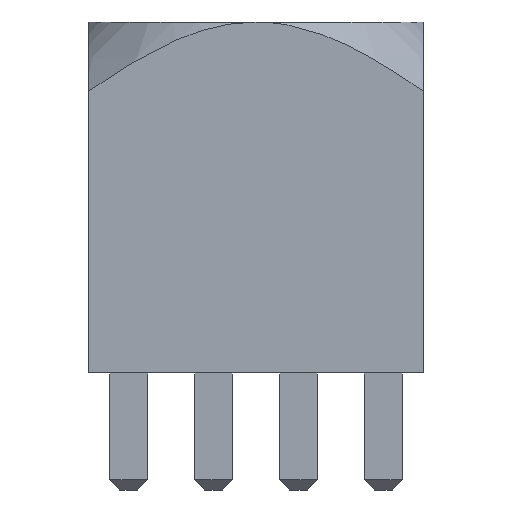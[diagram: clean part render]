
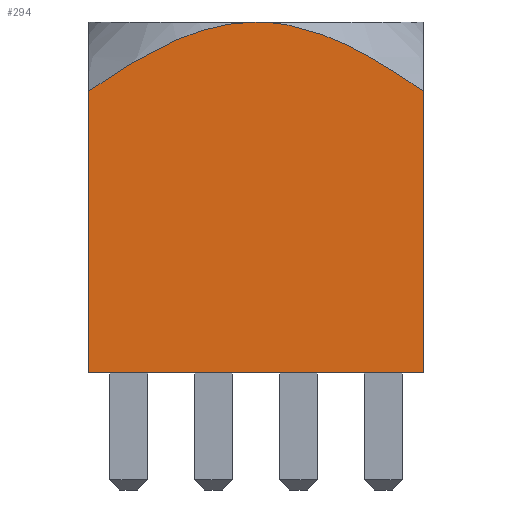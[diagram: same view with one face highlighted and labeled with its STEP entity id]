
A CAD part, left-side view. The second image highlights one B-rep face of the part: STEP entity #294.
In plain terms, the highlighted planar face has unit normal (-1, 0, 0).
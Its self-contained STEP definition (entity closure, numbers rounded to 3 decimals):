
#294 = ADVANCED_FACE( '', ( #684 ), #685, .F. );
#684 = FACE_OUTER_BOUND( '', #1186, .T. );
#685 = PLANE( '', #1187 );
#1186 = EDGE_LOOP( '', ( #1961, #1962, #1963, #1964, #1965 ) );
#1187 = AXIS2_PLACEMENT_3D( '', #1966, #1967, #1968 );
#1961 = ORIENTED_EDGE( '', *, *, #3009, .F. );
#1962 = ORIENTED_EDGE( '', *, *, #3071, .T. );
#1963 = ORIENTED_EDGE( '', *, *, #3072, .T. );
#1964 = ORIENTED_EDGE( '', *, *, #3073, .T. );
#1965 = ORIENTED_EDGE( '', *, *, #3074, .T. );
#1966 = CARTESIAN_POINT( '', ( -5., 5., 10.5 ) );
#1967 = DIRECTION( '', ( 1., 0., 0. ) );
#1968 = DIRECTION( '', ( 0., 1., 0. ) );
#3009 = EDGE_CURVE( '', #3628, #3630, #3631, .T. );
#3071 = EDGE_CURVE( '', #3628, #3717, #3718, .T. );
#3072 = EDGE_CURVE( '', #3717, #3719, #3720, .T. );
#3073 = EDGE_CURVE( '', #3719, #3721, #3722, .T. );
#3074 = EDGE_CURVE( '', #3721, #3630, #3723, .T. );
#3628 = VERTEX_POINT( '', #4502 );
#3630 = VERTEX_POINT( '', #4513 );
#3631 = LINE( '', #4514, #4515 );
#3717 = VERTEX_POINT( '', #4642 );
#3718 = B_SPLINE_CURVE_WITH_KNOTS( '', 3, ( #4643, #4644, #4645, #4646, #4647, #4648, #4649, #4650, #4651, #4652 ), .UNSPECIFIED., .F., .F., ( 4, 2, 2, 2, 4 ), ( 0.006, 0.007, 0.009, 0.01, 0.011 ), .UNSPECIFIED. );
#3719 = VERTEX_POINT( '', #4653 );
#3720 = B_SPLINE_CURVE_WITH_KNOTS( '', 3, ( #4654, #4655, #4656, #4657, #4658, #4659, #4660, #4661, #4662, #4663, #4664, #4665 ), .UNSPECIFIED., .F., .F., ( 4, 2, 2, 2, 2, 4 ), ( 0.011, 0.012, 0.013, 0.014, 0.016, 0.017 ), .UNSPECIFIED. );
#3721 = VERTEX_POINT( '', #4666 );
#3722 = LINE( '', #4667, #4668 );
#3723 = LINE( '', #4669, #4670 );
#4502 = CARTESIAN_POINT( '', ( -5., -5., 8.429 ) );
#4513 = CARTESIAN_POINT( '', ( -5., -5., 0. ) );
#4514 = CARTESIAN_POINT( '', ( -5., -5., 10.5 ) );
#4515 = VECTOR( '', #5297, 1000. );
#4642 = CARTESIAN_POINT( '', ( -5., 0., 10.5 ) );
#4643 = CARTESIAN_POINT( '', ( -5., -5., 8.429 ) );
#4644 = CARTESIAN_POINT( '', ( -5., -4.627, 8.693 ) );
#4645 = CARTESIAN_POINT( '', ( -5., -4.246, 8.948 ) );
#4646 = CARTESIAN_POINT( '', ( -5., -3.462, 9.426 ) );
#4647 = CARTESIAN_POINT( '', ( -5., -3.06, 9.649 ) );
#4648 = CARTESIAN_POINT( '', ( -5., -2.233, 10.036 ) );
#4649 = CARTESIAN_POINT( '', ( -5., -1.805, 10.202 ) );
#4650 = CARTESIAN_POINT( '', ( -5., -0.911, 10.436 ) );
#4651 = CARTESIAN_POINT( '', ( -5., -0.459, 10.5 ) );
#4652 = CARTESIAN_POINT( '', ( -5., 0., 10.5 ) );
#4653 = CARTESIAN_POINT( '', ( -5., 5., 8.429 ) );
#4654 = CARTESIAN_POINT( '', ( -5., 0., 10.5 ) );
#4655 = CARTESIAN_POINT( '', ( -5., 0.23, 10.5 ) );
#4656 = CARTESIAN_POINT( '', ( -5., 0.463, 10.484 ) );
#4657 = CARTESIAN_POINT( '', ( -5., 0.92, 10.421 ) );
#4658 = CARTESIAN_POINT( '', ( -5., 1.144, 10.375 ) );
#4659 = CARTESIAN_POINT( '', ( -5., 1.81, 10.2 ) );
#4660 = CARTESIAN_POINT( '', ( -5., 2.245, 10.032 ) );
#4661 = CARTESIAN_POINT( '', ( -5., 3.074, 9.642 ) );
#4662 = CARTESIAN_POINT( '', ( -5., 3.473, 9.42 ) );
#4663 = CARTESIAN_POINT( '', ( -5., 4.249, 8.945 ) );
#4664 = CARTESIAN_POINT( '', ( -5., 4.628, 8.692 ) );
#4665 = CARTESIAN_POINT( '', ( -5., 5., 8.429 ) );
#4666 = CARTESIAN_POINT( '', ( -5., 5., 0. ) );
#4667 = CARTESIAN_POINT( '', ( -5., 5., 10.5 ) );
#4668 = VECTOR( '', #5345, 1000. );
#4669 = CARTESIAN_POINT( '', ( -5., 5., 0. ) );
#4670 = VECTOR( '', #5346, 1000. );
#5297 = DIRECTION( '', ( 0., 0., -1. ) );
#5345 = DIRECTION( '', ( 0., 0., -1. ) );
#5346 = DIRECTION( '', ( 0., -1., 0. ) );
